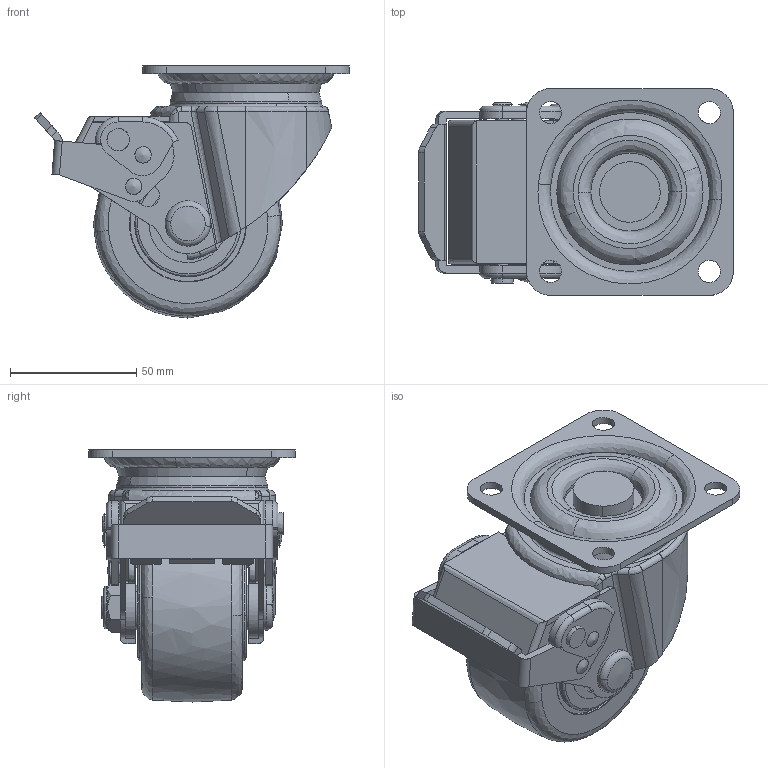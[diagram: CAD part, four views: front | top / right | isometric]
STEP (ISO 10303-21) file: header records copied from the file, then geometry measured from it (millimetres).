
FILE_DESCRIPTION((''),'2;1');
FILE_NAME('','2007-04-02T16:30:24',(''),(''),'','CADfix','');
FILE_SCHEMA(('AUTOMOTIVE_DESIGN { 1 0 10303 214 1 1 1 1 }'));
Length unit declared in the file: millimetre
Bounding box: 124.79 x 82 x 100 mm (x, y, z)
Volume: 302351.9 mm3; surface area: 97577.9 mm2
Topology: 10 solids, 10 shells, 505 faces, 1750 edges, 1296 vertices
Faces by surface type: bspline 505
Entity records: 26753 total; most frequent: CARTESIAN_POINT 16454, ORIENTED_EDGE 3496, EDGE_CURVE 1748, VERTEX_POINT 1296, B_SPLINE_CURVE_WITH_KNOTS 1147, EDGE_LOOP 586, QUASI_UNIFORM_CURVE 585, FACE_OUTER_BOUND 505
